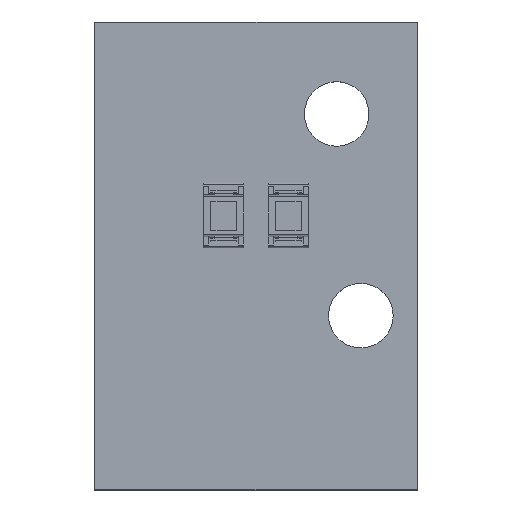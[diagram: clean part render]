
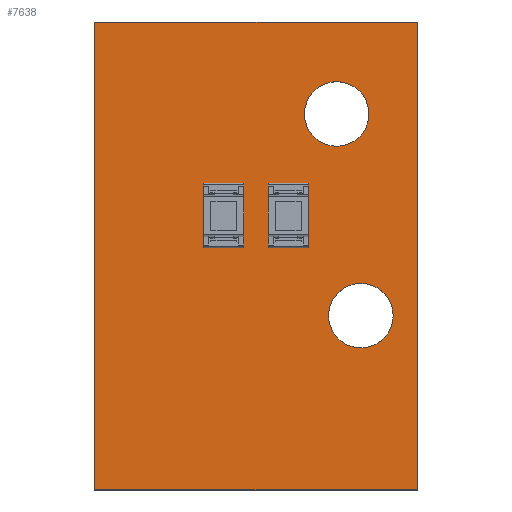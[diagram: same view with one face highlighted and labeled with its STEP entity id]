
A CAD part, top view. The second image highlights one B-rep face of the part: STEP entity #7638.
In plain terms, the highlighted planar face has unit normal (0, 0, 1).
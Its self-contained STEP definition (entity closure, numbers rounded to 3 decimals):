
#7281 = VERTEX_POINT('',#7282);
#7282 = CARTESIAN_POINT('',(114.,-76.9,1.6));
#7289 = PLANE('',#7290);
#7290 = AXIS2_PLACEMENT_3D('',#7291,#7292,#7293);
#7291 = CARTESIAN_POINT('',(114.,-76.9,0.));
#7292 = DIRECTION('',(0.,-1.,0.));
#7293 = DIRECTION('',(-1.,0.,0.));
#7301 = PLANE('',#7302);
#7302 = AXIS2_PLACEMENT_3D('',#7303,#7304,#7305);
#7303 = CARTESIAN_POINT('',(114.,-62.4,0.));
#7304 = DIRECTION('',(1.,0.,-0.));
#7305 = DIRECTION('',(0.,-1.,0.));
#7313 = EDGE_CURVE('',#7281,#7314,#7316,.T.);
#7314 = VERTEX_POINT('',#7315);
#7315 = CARTESIAN_POINT('',(104.,-76.9,1.6));
#7316 = SURFACE_CURVE('',#7317,(#7321,#7328),.PCURVE_S1.);
#7317 = LINE('',#7318,#7319);
#7318 = CARTESIAN_POINT('',(114.,-76.9,1.6));
#7319 = VECTOR('',#7320,1.);
#7320 = DIRECTION('',(-1.,0.,0.));
#7321 = PCURVE('',#7289,#7322);
#7322 = DEFINITIONAL_REPRESENTATION('',(#7323),#7327);
#7323 = LINE('',#7324,#7325);
#7324 = CARTESIAN_POINT('',(0.,-1.6));
#7325 = VECTOR('',#7326,1.);
#7326 = DIRECTION('',(1.,0.));
#7327 = ( GEOMETRIC_REPRESENTATION_CONTEXT(2) 
PARAMETRIC_REPRESENTATION_CONTEXT() REPRESENTATION_CONTEXT('2D SPACE',''
  ) );
#7328 = PCURVE('',#7329,#7334);
#7329 = PLANE('',#7330);
#7330 = AXIS2_PLACEMENT_3D('',#7331,#7332,#7333);
#7331 = CARTESIAN_POINT('',(109.,-69.65,1.6));
#7332 = DIRECTION('',(-0.,-0.,-1.));
#7333 = DIRECTION('',(-1.,0.,0.));
#7334 = DEFINITIONAL_REPRESENTATION('',(#7335),#7339);
#7335 = LINE('',#7336,#7337);
#7336 = CARTESIAN_POINT('',(-5.,-7.25));
#7337 = VECTOR('',#7338,1.);
#7338 = DIRECTION('',(1.,0.));
#7339 = ( GEOMETRIC_REPRESENTATION_CONTEXT(2) 
PARAMETRIC_REPRESENTATION_CONTEXT() REPRESENTATION_CONTEXT('2D SPACE',''
  ) );
#7357 = PLANE('',#7358);
#7358 = AXIS2_PLACEMENT_3D('',#7359,#7360,#7361);
#7359 = CARTESIAN_POINT('',(104.,-76.9,0.));
#7360 = DIRECTION('',(-1.,0.,0.));
#7361 = DIRECTION('',(0.,1.,0.));
#7401 = VERTEX_POINT('',#7402);
#7402 = CARTESIAN_POINT('',(114.,-62.4,1.6));
#7416 = PLANE('',#7417);
#7417 = AXIS2_PLACEMENT_3D('',#7418,#7419,#7420);
#7418 = CARTESIAN_POINT('',(104.,-62.4,0.));
#7419 = DIRECTION('',(0.,1.,0.));
#7420 = DIRECTION('',(1.,0.,0.));
#7428 = EDGE_CURVE('',#7401,#7281,#7429,.T.);
#7429 = SURFACE_CURVE('',#7430,(#7434,#7441),.PCURVE_S1.);
#7430 = LINE('',#7431,#7432);
#7431 = CARTESIAN_POINT('',(114.,-62.4,1.6));
#7432 = VECTOR('',#7433,1.);
#7433 = DIRECTION('',(0.,-1.,0.));
#7434 = PCURVE('',#7301,#7435);
#7435 = DEFINITIONAL_REPRESENTATION('',(#7436),#7440);
#7436 = LINE('',#7437,#7438);
#7437 = CARTESIAN_POINT('',(0.,-1.6));
#7438 = VECTOR('',#7439,1.);
#7439 = DIRECTION('',(1.,0.));
#7440 = ( GEOMETRIC_REPRESENTATION_CONTEXT(2) 
PARAMETRIC_REPRESENTATION_CONTEXT() REPRESENTATION_CONTEXT('2D SPACE',''
  ) );
#7441 = PCURVE('',#7329,#7442);
#7442 = DEFINITIONAL_REPRESENTATION('',(#7443),#7447);
#7443 = LINE('',#7444,#7445);
#7444 = CARTESIAN_POINT('',(-5.,7.25));
#7445 = VECTOR('',#7446,1.);
#7446 = DIRECTION('',(0.,-1.));
#7447 = ( GEOMETRIC_REPRESENTATION_CONTEXT(2) 
PARAMETRIC_REPRESENTATION_CONTEXT() REPRESENTATION_CONTEXT('2D SPACE',''
  ) );
#7475 = EDGE_CURVE('',#7314,#7476,#7478,.T.);
#7476 = VERTEX_POINT('',#7477);
#7477 = CARTESIAN_POINT('',(104.,-62.4,1.6));
#7478 = SURFACE_CURVE('',#7479,(#7483,#7490),.PCURVE_S1.);
#7479 = LINE('',#7480,#7481);
#7480 = CARTESIAN_POINT('',(104.,-76.9,1.6));
#7481 = VECTOR('',#7482,1.);
#7482 = DIRECTION('',(0.,1.,0.));
#7483 = PCURVE('',#7357,#7484);
#7484 = DEFINITIONAL_REPRESENTATION('',(#7485),#7489);
#7485 = LINE('',#7486,#7487);
#7486 = CARTESIAN_POINT('',(0.,-1.6));
#7487 = VECTOR('',#7488,1.);
#7488 = DIRECTION('',(1.,0.));
#7489 = ( GEOMETRIC_REPRESENTATION_CONTEXT(2) 
PARAMETRIC_REPRESENTATION_CONTEXT() REPRESENTATION_CONTEXT('2D SPACE',''
  ) );
#7490 = PCURVE('',#7329,#7491);
#7491 = DEFINITIONAL_REPRESENTATION('',(#7492),#7496);
#7492 = LINE('',#7493,#7494);
#7493 = CARTESIAN_POINT('',(5.,-7.25));
#7494 = VECTOR('',#7495,1.);
#7495 = DIRECTION('',(0.,1.));
#7496 = ( GEOMETRIC_REPRESENTATION_CONTEXT(2) 
PARAMETRIC_REPRESENTATION_CONTEXT() REPRESENTATION_CONTEXT('2D SPACE',''
  ) );
#7592 = CYLINDRICAL_SURFACE('',#7593,1.);
#7593 = AXIS2_PLACEMENT_3D('',#7594,#7595,#7596);
#7594 = CARTESIAN_POINT('',(111.5,-65.25,-0.8));
#7595 = DIRECTION('',(0.,0.,1.));
#7596 = DIRECTION('',(1.,0.,-0.));
#7627 = CYLINDRICAL_SURFACE('',#7628,1.);
#7628 = AXIS2_PLACEMENT_3D('',#7629,#7630,#7631);
#7629 = CARTESIAN_POINT('',(112.25,-71.5,-0.8));
#7630 = DIRECTION('',(0.,0.,1.));
#7631 = DIRECTION('',(1.,0.,-0.));
#7638 = ADVANCED_FACE('',(#7639,#7665,#7695),#7329,.F.);
#7639 = FACE_BOUND('',#7640,.F.);
#7640 = EDGE_LOOP('',(#7641,#7642,#7643,#7664));
#7641 = ORIENTED_EDGE('',*,*,#7313,.T.);
#7642 = ORIENTED_EDGE('',*,*,#7475,.T.);
#7643 = ORIENTED_EDGE('',*,*,#7644,.T.);
#7644 = EDGE_CURVE('',#7476,#7401,#7645,.T.);
#7645 = SURFACE_CURVE('',#7646,(#7650,#7657),.PCURVE_S1.);
#7646 = LINE('',#7647,#7648);
#7647 = CARTESIAN_POINT('',(104.,-62.4,1.6));
#7648 = VECTOR('',#7649,1.);
#7649 = DIRECTION('',(1.,0.,0.));
#7650 = PCURVE('',#7329,#7651);
#7651 = DEFINITIONAL_REPRESENTATION('',(#7652),#7656);
#7652 = LINE('',#7653,#7654);
#7653 = CARTESIAN_POINT('',(5.,7.25));
#7654 = VECTOR('',#7655,1.);
#7655 = DIRECTION('',(-1.,0.));
#7656 = ( GEOMETRIC_REPRESENTATION_CONTEXT(2) 
PARAMETRIC_REPRESENTATION_CONTEXT() REPRESENTATION_CONTEXT('2D SPACE',''
  ) );
#7657 = PCURVE('',#7416,#7658);
#7658 = DEFINITIONAL_REPRESENTATION('',(#7659),#7663);
#7659 = LINE('',#7660,#7661);
#7660 = CARTESIAN_POINT('',(0.,-1.6));
#7661 = VECTOR('',#7662,1.);
#7662 = DIRECTION('',(1.,0.));
#7663 = ( GEOMETRIC_REPRESENTATION_CONTEXT(2) 
PARAMETRIC_REPRESENTATION_CONTEXT() REPRESENTATION_CONTEXT('2D SPACE',''
  ) );
#7664 = ORIENTED_EDGE('',*,*,#7428,.T.);
#7665 = FACE_BOUND('',#7666,.F.);
#7666 = EDGE_LOOP('',(#7667));
#7667 = ORIENTED_EDGE('',*,*,#7668,.T.);
#7668 = EDGE_CURVE('',#7669,#7669,#7671,.T.);
#7669 = VERTEX_POINT('',#7670);
#7670 = CARTESIAN_POINT('',(112.5,-65.25,1.6));
#7671 = SURFACE_CURVE('',#7672,(#7677,#7688),.PCURVE_S1.);
#7672 = CIRCLE('',#7673,1.);
#7673 = AXIS2_PLACEMENT_3D('',#7674,#7675,#7676);
#7674 = CARTESIAN_POINT('',(111.5,-65.25,1.6));
#7675 = DIRECTION('',(0.,0.,1.));
#7676 = DIRECTION('',(1.,0.,-0.));
#7677 = PCURVE('',#7329,#7678);
#7678 = DEFINITIONAL_REPRESENTATION('',(#7679),#7687);
#7679 = ( BOUNDED_CURVE() B_SPLINE_CURVE(2,(#7680,#7681,#7682,#7683,
#7684,#7685,#7686),.UNSPECIFIED.,.T.,.F.) B_SPLINE_CURVE_WITH_KNOTS((1,2
    ,2,2,2,1),(-2.094,0.,2.094,4.189,
6.283,8.378),.UNSPECIFIED.) CURVE() 
GEOMETRIC_REPRESENTATION_ITEM() RATIONAL_B_SPLINE_CURVE((1.,0.5,1.,0.5,
1.,0.5,1.)) REPRESENTATION_ITEM('') );
#7680 = CARTESIAN_POINT('',(-3.5,4.4));
#7681 = CARTESIAN_POINT('',(-3.5,6.132));
#7682 = CARTESIAN_POINT('',(-2.,5.266));
#7683 = CARTESIAN_POINT('',(-0.5,4.4));
#7684 = CARTESIAN_POINT('',(-2.,3.534));
#7685 = CARTESIAN_POINT('',(-3.5,2.668));
#7686 = CARTESIAN_POINT('',(-3.5,4.4));
#7687 = ( GEOMETRIC_REPRESENTATION_CONTEXT(2) 
PARAMETRIC_REPRESENTATION_CONTEXT() REPRESENTATION_CONTEXT('2D SPACE',''
  ) );
#7688 = PCURVE('',#7592,#7689);
#7689 = DEFINITIONAL_REPRESENTATION('',(#7690),#7694);
#7690 = LINE('',#7691,#7692);
#7691 = CARTESIAN_POINT('',(0.,2.4));
#7692 = VECTOR('',#7693,1.);
#7693 = DIRECTION('',(1.,0.));
#7694 = ( GEOMETRIC_REPRESENTATION_CONTEXT(2) 
PARAMETRIC_REPRESENTATION_CONTEXT() REPRESENTATION_CONTEXT('2D SPACE',''
  ) );
#7695 = FACE_BOUND('',#7696,.F.);
#7696 = EDGE_LOOP('',(#7697));
#7697 = ORIENTED_EDGE('',*,*,#7698,.T.);
#7698 = EDGE_CURVE('',#7699,#7699,#7701,.T.);
#7699 = VERTEX_POINT('',#7700);
#7700 = CARTESIAN_POINT('',(113.25,-71.5,1.6));
#7701 = SURFACE_CURVE('',#7702,(#7707,#7718),.PCURVE_S1.);
#7702 = CIRCLE('',#7703,1.);
#7703 = AXIS2_PLACEMENT_3D('',#7704,#7705,#7706);
#7704 = CARTESIAN_POINT('',(112.25,-71.5,1.6));
#7705 = DIRECTION('',(0.,0.,1.));
#7706 = DIRECTION('',(1.,0.,-0.));
#7707 = PCURVE('',#7329,#7708);
#7708 = DEFINITIONAL_REPRESENTATION('',(#7709),#7717);
#7709 = ( BOUNDED_CURVE() B_SPLINE_CURVE(2,(#7710,#7711,#7712,#7713,
#7714,#7715,#7716),.UNSPECIFIED.,.T.,.F.) B_SPLINE_CURVE_WITH_KNOTS((1,2
    ,2,2,2,1),(-2.094,0.,2.094,4.189,
6.283,8.378),.UNSPECIFIED.) CURVE() 
GEOMETRIC_REPRESENTATION_ITEM() RATIONAL_B_SPLINE_CURVE((1.,0.5,1.,0.5,
1.,0.5,1.)) REPRESENTATION_ITEM('') );
#7710 = CARTESIAN_POINT('',(-4.25,-1.85));
#7711 = CARTESIAN_POINT('',(-4.25,-0.118));
#7712 = CARTESIAN_POINT('',(-2.75,-0.984));
#7713 = CARTESIAN_POINT('',(-1.25,-1.85));
#7714 = CARTESIAN_POINT('',(-2.75,-2.716));
#7715 = CARTESIAN_POINT('',(-4.25,-3.582));
#7716 = CARTESIAN_POINT('',(-4.25,-1.85));
#7717 = ( GEOMETRIC_REPRESENTATION_CONTEXT(2) 
PARAMETRIC_REPRESENTATION_CONTEXT() REPRESENTATION_CONTEXT('2D SPACE',''
  ) );
#7718 = PCURVE('',#7627,#7719);
#7719 = DEFINITIONAL_REPRESENTATION('',(#7720),#7724);
#7720 = LINE('',#7721,#7722);
#7721 = CARTESIAN_POINT('',(0.,2.4));
#7722 = VECTOR('',#7723,1.);
#7723 = DIRECTION('',(1.,0.));
#7724 = ( GEOMETRIC_REPRESENTATION_CONTEXT(2) 
PARAMETRIC_REPRESENTATION_CONTEXT() REPRESENTATION_CONTEXT('2D SPACE',''
  ) );
